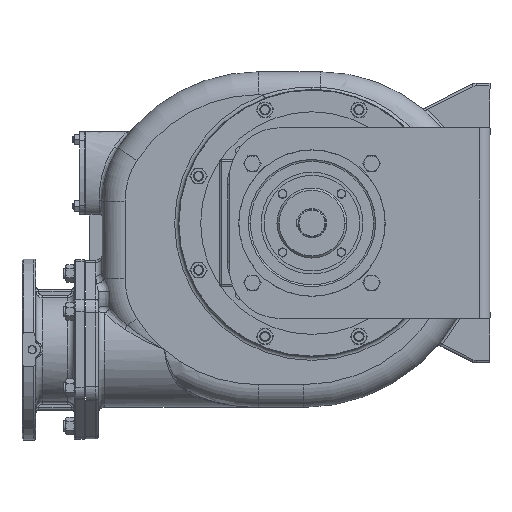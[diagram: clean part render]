
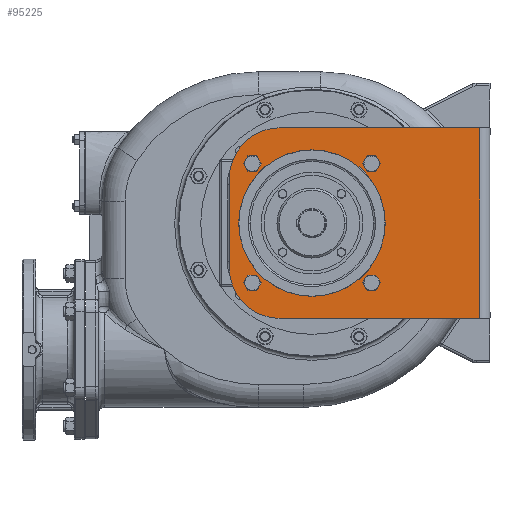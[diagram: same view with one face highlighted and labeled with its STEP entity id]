
A CAD part, left-side view. The second image highlights one B-rep face of the part: STEP entity #95225.
In plain terms, the highlighted planar face has unit normal (-1, 0, 0).
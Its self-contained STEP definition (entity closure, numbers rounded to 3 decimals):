
#38383=CARTESIAN_POINT('',(-551.,330.,-70.));
#38384=DIRECTION('',(1.,0.,0.));
#38385=DIRECTION('',(0.,0.,-1.));
#38386=AXIS2_PLACEMENT_3D('',#38383,#38384,#38385);
#38388=DIRECTION('',(0.,0.,1.));
#38389=VECTOR('',#38388,140.);
#38390=CARTESIAN_POINT('',(-551.,410.,-70.));
#38391=LINE('',#38390,#38389);
#38392=CARTESIAN_POINT('',(-551.,330.,70.));
#38393=DIRECTION('',(1.,0.,0.));
#38394=DIRECTION('',(0.,1.,0.));
#38395=AXIS2_PLACEMENT_3D('',#38392,#38393,#38394);
#38397=DIRECTION('',(0.,-1.,0.));
#38398=VECTOR('',#38397,314.);
#38399=CARTESIAN_POINT('',(-551.,330.,150.));
#38400=LINE('',#38399,#38398);
#38401=DIRECTION('',(0.,1.,0.));
#38402=VECTOR('',#38401,314.);
#38403=CARTESIAN_POINT('',(-551.,16.,-150.));
#38404=LINE('',#38403,#38402);
#38405=CARTESIAN_POINT('',(-551.,280.,0.));
#38406=DIRECTION('',(-1.,0.,0.));
#38407=DIRECTION('',(0.,-1.,0.));
#38408=AXIS2_PLACEMENT_3D('',#38405,#38406,#38407);
#38410=CARTESIAN_POINT('',(-551.,280.,0.));
#38411=DIRECTION('',(-1.,0.,0.));
#38412=DIRECTION('',(0.,1.,0.));
#38413=AXIS2_PLACEMENT_3D('',#38410,#38411,#38412);
#38415=CARTESIAN_POINT('',(-551.,373.692,-93.692));
#38416=DIRECTION('',(1.,0.,0.));
#38417=DIRECTION('',(0.,0.,-1.));
#38418=AXIS2_PLACEMENT_3D('',#38415,#38416,#38417);
#38420=CARTESIAN_POINT('',(-551.,373.692,-93.692));
#38421=DIRECTION('',(1.,0.,0.));
#38422=DIRECTION('',(0.,0.,1.));
#38423=AXIS2_PLACEMENT_3D('',#38420,#38421,#38422);
#38425=CARTESIAN_POINT('',(-551.,186.308,-93.692));
#38426=DIRECTION('',(1.,0.,0.));
#38427=DIRECTION('',(0.,0.,-1.));
#38428=AXIS2_PLACEMENT_3D('',#38425,#38426,#38427);
#38430=CARTESIAN_POINT('',(-551.,186.308,-93.692));
#38431=DIRECTION('',(1.,0.,0.));
#38432=DIRECTION('',(0.,0.,1.));
#38433=AXIS2_PLACEMENT_3D('',#38430,#38431,#38432);
#38435=CARTESIAN_POINT('',(-551.,186.308,93.692));
#38436=DIRECTION('',(1.,0.,0.));
#38437=DIRECTION('',(0.,0.,-1.));
#38438=AXIS2_PLACEMENT_3D('',#38435,#38436,#38437);
#38440=CARTESIAN_POINT('',(-551.,186.308,93.692));
#38441=DIRECTION('',(1.,0.,0.));
#38442=DIRECTION('',(0.,0.,1.));
#38443=AXIS2_PLACEMENT_3D('',#38440,#38441,#38442);
#38445=CARTESIAN_POINT('',(-551.,373.692,93.692));
#38446=DIRECTION('',(1.,0.,0.));
#38447=DIRECTION('',(0.,0.,-1.));
#38448=AXIS2_PLACEMENT_3D('',#38445,#38446,#38447);
#38450=CARTESIAN_POINT('',(-551.,373.692,93.692));
#38451=DIRECTION('',(1.,0.,0.));
#38452=DIRECTION('',(0.,0.,1.));
#38453=AXIS2_PLACEMENT_3D('',#38450,#38451,#38452);
#38559=DIRECTION('',(0.,0.,1.));
#38560=VECTOR('',#38559,300.);
#38561=CARTESIAN_POINT('',(-551.,16.,-150.));
#38562=LINE('',#38561,#38560);
#62651=CARTESIAN_POINT('',(-551.,330.,-150.));
#62653=VERTEX_POINT('',#62651);
#62654=CARTESIAN_POINT('',(-551.,164.8,0.));
#62655=CARTESIAN_POINT('',(-551.,395.2,0.));
#62656=VERTEX_POINT('',#62654);
#62657=VERTEX_POINT('',#62655);
#62662=CARTESIAN_POINT('',(-551.,16.,-150.));
#62663=VERTEX_POINT('',#62662);
#62664=CARTESIAN_POINT('',(-551.,16.,150.));
#62665=VERTEX_POINT('',#62664);
#62666=CARTESIAN_POINT('',(-551.,330.,150.));
#62667=VERTEX_POINT('',#62666);
#62714=CARTESIAN_POINT('',(-551.,410.,-70.));
#62715=VERTEX_POINT('',#62714);
#62716=CARTESIAN_POINT('',(-551.,410.,70.));
#62717=VERTEX_POINT('',#62716);
#62796=CARTESIAN_POINT('',(-551.,373.692,-105.192));
#62797=CARTESIAN_POINT('',(-551.,373.692,-82.192));
#62798=VERTEX_POINT('',#62796);
#62799=VERTEX_POINT('',#62797);
#62842=CARTESIAN_POINT('',(-551.,186.308,-105.192));
#62843=CARTESIAN_POINT('',(-551.,186.308,-82.192));
#62844=VERTEX_POINT('',#62842);
#62845=VERTEX_POINT('',#62843);
#62888=CARTESIAN_POINT('',(-551.,186.308,82.192));
#62889=CARTESIAN_POINT('',(-551.,186.308,105.192));
#62890=VERTEX_POINT('',#62888);
#62891=VERTEX_POINT('',#62889);
#62934=CARTESIAN_POINT('',(-551.,373.692,82.192));
#62935=CARTESIAN_POINT('',(-551.,373.692,105.192));
#62936=VERTEX_POINT('',#62934);
#62937=VERTEX_POINT('',#62935);
#95178=CARTESIAN_POINT('',(-551.,280.,0.));
#95179=DIRECTION('',(1.,0.,0.));
#95180=DIRECTION('',(0.,0.,-1.));
#95181=AXIS2_PLACEMENT_3D('',#95178,#95179,#95180);
#95182=PLANE('',#95181);
#95184=ORIENTED_EDGE('',*,*,#95183,.T.);
#95186=ORIENTED_EDGE('',*,*,#95185,.T.);
#95188=ORIENTED_EDGE('',*,*,#95187,.T.);
#95190=ORIENTED_EDGE('',*,*,#95189,.T.);
#95192=ORIENTED_EDGE('',*,*,#95191,.F.);
#95194=ORIENTED_EDGE('',*,*,#95193,.T.);
#95195=EDGE_LOOP('',(#95184,#95186,#95188,#95190,#95192,#95194));
#95196=FACE_OUTER_BOUND('',#95195,.F.);
#95197=ORIENTED_EDGE('',*,*,#95158,.T.);
#95198=ORIENTED_EDGE('',*,*,#95172,.T.);
#95199=EDGE_LOOP('',(#95197,#95198));
#95200=FACE_BOUND('',#95199,.F.);
#95202=ORIENTED_EDGE('',*,*,#95201,.F.);
#95204=ORIENTED_EDGE('',*,*,#95203,.F.);
#95205=EDGE_LOOP('',(#95202,#95204));
#95206=FACE_BOUND('',#95205,.F.);
#95208=ORIENTED_EDGE('',*,*,#95207,.F.);
#95210=ORIENTED_EDGE('',*,*,#95209,.F.);
#95211=EDGE_LOOP('',(#95208,#95210));
#95212=FACE_BOUND('',#95211,.F.);
#95214=ORIENTED_EDGE('',*,*,#95213,.F.);
#95216=ORIENTED_EDGE('',*,*,#95215,.F.);
#95217=EDGE_LOOP('',(#95214,#95216));
#95218=FACE_BOUND('',#95217,.F.);
#95220=ORIENTED_EDGE('',*,*,#95219,.F.);
#95222=ORIENTED_EDGE('',*,*,#95221,.F.);
#95223=EDGE_LOOP('',(#95220,#95222));
#95224=FACE_BOUND('',#95223,.F.);
#95225=ADVANCED_FACE('',(#95196,#95200,#95206,#95212,#95218,#95224),#95182,.F.);
#38387=CIRCLE('',#38386,80.);
#38396=CIRCLE('',#38395,80.);
#38409=CIRCLE('',#38408,115.2);
#38414=CIRCLE('',#38413,115.2);
#38419=CIRCLE('',#38418,11.5);
#38424=CIRCLE('',#38423,11.5);
#38429=CIRCLE('',#38428,11.5);
#38434=CIRCLE('',#38433,11.5);
#38439=CIRCLE('',#38438,11.5);
#38444=CIRCLE('',#38443,11.5);
#38449=CIRCLE('',#38448,11.5);
#38454=CIRCLE('',#38453,11.5);
#95158=EDGE_CURVE('',#62656,#62657,#38409,.T.);
#95172=EDGE_CURVE('',#62657,#62656,#38414,.T.);
#95183=EDGE_CURVE('',#62653,#62715,#38387,.T.);
#95185=EDGE_CURVE('',#62715,#62717,#38391,.T.);
#95187=EDGE_CURVE('',#62717,#62667,#38396,.T.);
#95189=EDGE_CURVE('',#62667,#62665,#38400,.T.);
#95191=EDGE_CURVE('',#62663,#62665,#38562,.T.);
#95193=EDGE_CURVE('',#62663,#62653,#38404,.T.);
#95201=EDGE_CURVE('',#62798,#62799,#38419,.T.);
#95203=EDGE_CURVE('',#62799,#62798,#38424,.T.);
#95207=EDGE_CURVE('',#62844,#62845,#38429,.T.);
#95209=EDGE_CURVE('',#62845,#62844,#38434,.T.);
#95213=EDGE_CURVE('',#62890,#62891,#38439,.T.);
#95215=EDGE_CURVE('',#62891,#62890,#38444,.T.);
#95219=EDGE_CURVE('',#62936,#62937,#38449,.T.);
#95221=EDGE_CURVE('',#62937,#62936,#38454,.T.);
